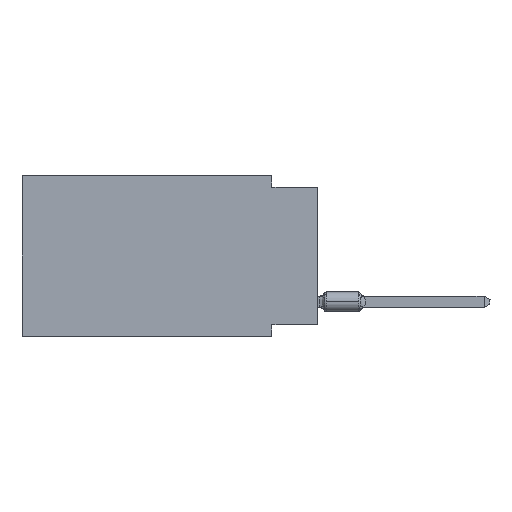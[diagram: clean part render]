
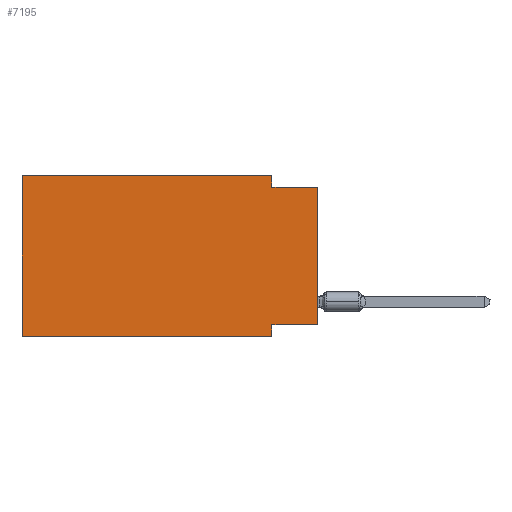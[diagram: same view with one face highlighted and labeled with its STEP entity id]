
A CAD part, left-side view. The second image highlights one B-rep face of the part: STEP entity #7195.
In plain terms, the highlighted planar face has unit normal (-1, 0, 0).
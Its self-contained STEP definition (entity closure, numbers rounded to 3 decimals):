
#43 = CARTESIAN_POINT ( 'NONE',  ( 0., 16.383, 0. ) ) ;
#3330 = EDGE_CURVE ( 'NONE', #76964, #7499, #63735, .T. ) ;
#4114 = CARTESIAN_POINT ( 'NONE',  ( 0., 0., -8.255 ) ) ;
#4486 = DIRECTION ( 'NONE',  ( 0., 0., -1. ) ) ;
#4489 = ORIENTED_EDGE ( 'NONE', *, *, #58069, .F. ) ;
#4523 = VERTEX_POINT ( 'NONE', #76181 ) ;
#4663 = VECTOR ( 'NONE', #70332, 1000. ) ;
#4764 = EDGE_CURVE ( 'NONE', #14023, #76964, #9201, .T. ) ;
#5528 = EDGE_CURVE ( 'NONE', #6638, #4523, #45874, .T. ) ;
#5905 = VECTOR ( 'NONE', #49587, 1000. ) ;
#6616 = ORIENTED_EDGE ( 'NONE', *, *, #43466, .T. ) ;
#6638 = VERTEX_POINT ( 'NONE', #42920 ) ;
#6803 = CARTESIAN_POINT ( 'NONE',  ( 0., 2.54, -8.89 ) ) ;
#7195 = ADVANCED_FACE ( 'NONE', ( #35050 ), #69704, .F. ) ;
#7499 = VERTEX_POINT ( 'NONE', #73528 ) ;
#8266 = CARTESIAN_POINT ( 'NONE',  ( 0., 2.54, -8.255 ) ) ;
#8968 = CARTESIAN_POINT ( 'NONE',  ( 0., 2.54, -0.635 ) ) ;
#9201 = LINE ( 'NONE', #26715, #9814 ) ;
#9388 = ORIENTED_EDGE ( 'NONE', *, *, #3330, .F. ) ;
#9814 = VECTOR ( 'NONE', #32929, 1000. ) ;
#10354 = CARTESIAN_POINT ( 'NONE',  ( 0., 16.383, -8.89 ) ) ;
#10586 = ORIENTED_EDGE ( 'NONE', *, *, #4764, .F. ) ;
#10936 = DIRECTION ( 'NONE',  ( 0., 0., -1. ) ) ;
#14023 = VERTEX_POINT ( 'NONE', #10354 ) ;
#15585 = DIRECTION ( 'NONE',  ( 0., -1., 0. ) ) ;
#15916 = DIRECTION ( 'NONE',  ( 0., 0., 1. ) ) ;
#16925 = LINE ( 'NONE', #4114, #49714 ) ;
#18593 = AXIS2_PLACEMENT_3D ( 'NONE', #43, #64243, #10936 ) ;
#22379 = VECTOR ( 'NONE', #15916, 1000. ) ;
#22656 = ORIENTED_EDGE ( 'NONE', *, *, #45799, .F. ) ;
#26715 = CARTESIAN_POINT ( 'NONE',  ( 0., 16.383, 0. ) ) ;
#31952 = CARTESIAN_POINT ( 'NONE',  ( 0., 16.383, -8.89 ) ) ;
#32929 = DIRECTION ( 'NONE',  ( 0., 0., 1. ) ) ;
#34146 = CARTESIAN_POINT ( 'NONE',  ( 0., 16.383, 0. ) ) ;
#35050 = FACE_OUTER_BOUND ( 'NONE', #73156, .T. ) ;
#36145 = VECTOR ( 'NONE', #4486, 1000. ) ;
#38179 = LINE ( 'NONE', #57231, #41512 ) ;
#40284 = DIRECTION ( 'NONE',  ( 0., 1., 0. ) ) ;
#40508 = VERTEX_POINT ( 'NONE', #8266 ) ;
#41214 = ORIENTED_EDGE ( 'NONE', *, *, #56838, .F. ) ;
#41512 = VECTOR ( 'NONE', #15585, 1000. ) ;
#42920 = CARTESIAN_POINT ( 'NONE',  ( 0., 0., -8.255 ) ) ;
#43466 = EDGE_CURVE ( 'NONE', #14023, #68657, #73953, .T. ) ;
#44986 = LINE ( 'NONE', #51207, #36145 ) ;
#45120 = CARTESIAN_POINT ( 'NONE',  ( 0., 0., 0. ) ) ;
#45799 = EDGE_CURVE ( 'NONE', #7499, #50824, #55422, .T. ) ;
#45874 = LINE ( 'NONE', #45120, #22379 ) ;
#48950 = ORIENTED_EDGE ( 'NONE', *, *, #5528, .T. ) ;
#49587 = DIRECTION ( 'NONE',  ( 0., 0., -1. ) ) ;
#49714 = VECTOR ( 'NONE', #40284, 1000. ) ;
#49721 = VECTOR ( 'NONE', #55692, 1000. ) ;
#50824 = VERTEX_POINT ( 'NONE', #8968 ) ;
#51207 = CARTESIAN_POINT ( 'NONE',  ( 0., 2.54, -8.89 ) ) ;
#52289 = CARTESIAN_POINT ( 'NONE',  ( 0., 16.383, 0. ) ) ;
#53104 = EDGE_CURVE ( 'NONE', #50824, #4523, #38179, .T. ) ;
#55422 = LINE ( 'NONE', #72154, #5905 ) ;
#55692 = DIRECTION ( 'NONE',  ( 0., -1., 0. ) ) ;
#56838 = EDGE_CURVE ( 'NONE', #6638, #40508, #16925, .T. ) ;
#57231 = CARTESIAN_POINT ( 'NONE',  ( 0., 0., -0.635 ) ) ;
#58069 = EDGE_CURVE ( 'NONE', #40508, #68657, #44986, .T. ) ;
#63735 = LINE ( 'NONE', #34146, #4663 ) ;
#64243 = DIRECTION ( 'NONE',  ( 1., 0., 0. ) ) ;
#68657 = VERTEX_POINT ( 'NONE', #6803 ) ;
#69704 = PLANE ( 'NONE',  #18593 ) ;
#70332 = DIRECTION ( 'NONE',  ( 0., -1., 0. ) ) ;
#72154 = CARTESIAN_POINT ( 'NONE',  ( 0., 2.54, 0. ) ) ;
#73156 = EDGE_LOOP ( 'NONE', ( #48950, #73756, #22656, #9388, #10586, #6616, #4489, #41214 ) ) ;
#73528 = CARTESIAN_POINT ( 'NONE',  ( 0., 2.54, 0. ) ) ;
#73756 = ORIENTED_EDGE ( 'NONE', *, *, #53104, .F. ) ;
#73953 = LINE ( 'NONE', #31952, #49721 ) ;
#76181 = CARTESIAN_POINT ( 'NONE',  ( 0., 0., -0.635 ) ) ;
#76964 = VERTEX_POINT ( 'NONE', #52289 ) ;
